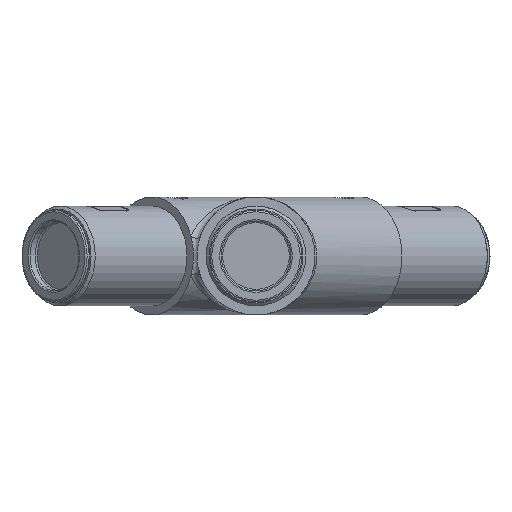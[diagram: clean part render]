
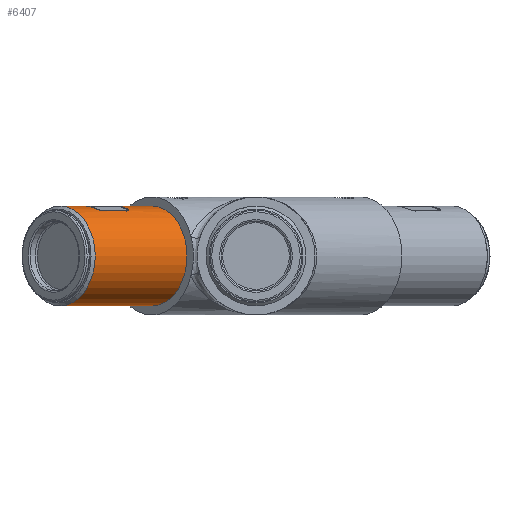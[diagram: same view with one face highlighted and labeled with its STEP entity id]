
A CAD part, left-side view. The second image highlights one B-rep face of the part: STEP entity #6407.
In plain terms, the highlighted cylindrical face has radius 16.9 mm (diameter 33.8 mm), a full revolution.
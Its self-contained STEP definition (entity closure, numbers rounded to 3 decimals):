
#392=FACE_BOUND('',#1280,.T.);
#439=ELLIPSE('',#6887,17.496,16.9);
#500=CIRCLE('',#6863,16.9);
#513=CIRCLE('',#6886,16.9);
#514=CIRCLE('',#6888,16.9);
#770=CYLINDRICAL_SURFACE('',#6885,16.9);
#866=FACE_OUTER_BOUND('',#1279,.T.);
#1279=EDGE_LOOP('',(#4592,#4593,#4594,#4595));
#1280=EDGE_LOOP('',(#4596,#4597,#4598,#4599,#4600,#4601,#4602,#4603));
#1733=LINE('',#12994,#2257);
#1734=LINE('',#13010,#2258);
#1735=LINE('',#13036,#2259);
#2257=VECTOR('',#7684,16.9);
#2258=VECTOR('',#7687,1000.);
#2259=VECTOR('',#7690,1000.);
#2792=B_SPLINE_CURVE_WITH_KNOTS('',3,(#12999,#13000,#13001,#13002,#13003,
#13004,#13005,#13006,#13007,#13008),.UNSPECIFIED.,.F.,.F.,(4,2,2,2,4),(-0.952,
-0.869,-0.787,-0.706,-0.625),
 .UNSPECIFIED.);
#2793=B_SPLINE_CURVE_WITH_KNOTS('',3,(#13012,#13013,#13014,#13015,#13016,
#13017,#13018,#13019,#13020,#13021),.UNSPECIFIED.,.F.,.F.,(4,2,2,2,4),(-1.236,
-1.16,-1.085,-1.004,-0.924),
 .UNSPECIFIED.);
#2794=B_SPLINE_CURVE_WITH_KNOTS('',3,(#13025,#13026,#13027,#13028,#13029,
#13030,#13031,#13032,#13033,#13034),.UNSPECIFIED.,.F.,.F.,(4,2,2,2,4),(-0.929,
-0.849,-0.769,-0.693,-0.618),
 .UNSPECIFIED.);
#2795=B_SPLINE_CURVE_WITH_KNOTS('',3,(#13037,#13038,#13039,#13040,#13041,
#13042,#13043,#13044,#13045,#13046),.UNSPECIFIED.,.F.,.F.,(4,2,2,2,4),(-1.258,
-1.177,-1.096,-1.014,-0.931),
 .UNSPECIFIED.);
#2899=VERTEX_POINT('',#11998);
#2926=VERTEX_POINT('',#12992);
#2927=VERTEX_POINT('',#12995);
#2928=VERTEX_POINT('',#12996);
#2929=VERTEX_POINT('',#12998);
#2930=VERTEX_POINT('',#13009);
#2931=VERTEX_POINT('',#13011);
#2932=VERTEX_POINT('',#13022);
#2933=VERTEX_POINT('',#13024);
#2934=VERTEX_POINT('',#13035);
#3541=EDGE_CURVE('',#2899,#2899,#500,.T.);
#3582=EDGE_CURVE('',#2926,#2926,#513,.T.);
#3583=EDGE_CURVE('',#2926,#2899,#1733,.T.);
#3584=EDGE_CURVE('',#2927,#2928,#439,.T.);
#3585=EDGE_CURVE('',#2927,#2929,#2792,.T.);
#3586=EDGE_CURVE('',#2930,#2929,#1734,.T.);
#3587=EDGE_CURVE('',#2930,#2931,#2793,.T.);
#3588=EDGE_CURVE('',#2932,#2931,#514,.T.);
#3589=EDGE_CURVE('',#2932,#2933,#2794,.T.);
#3590=EDGE_CURVE('',#2934,#2933,#1735,.T.);
#3591=EDGE_CURVE('',#2934,#2928,#2795,.T.);
#4592=ORIENTED_EDGE('',*,*,#3582,.T.);
#4593=ORIENTED_EDGE('',*,*,#3583,.T.);
#4594=ORIENTED_EDGE('',*,*,#3541,.T.);
#4595=ORIENTED_EDGE('',*,*,#3583,.F.);
#4596=ORIENTED_EDGE('',*,*,#3584,.F.);
#4597=ORIENTED_EDGE('',*,*,#3585,.T.);
#4598=ORIENTED_EDGE('',*,*,#3586,.F.);
#4599=ORIENTED_EDGE('',*,*,#3587,.T.);
#4600=ORIENTED_EDGE('',*,*,#3588,.F.);
#4601=ORIENTED_EDGE('',*,*,#3589,.T.);
#4602=ORIENTED_EDGE('',*,*,#3590,.F.);
#4603=ORIENTED_EDGE('',*,*,#3591,.T.);
#6407=ADVANCED_FACE('',(#866,#392),#770,.T.);
#6863=AXIS2_PLACEMENT_3D('',#11999,#7627,#7628);
#6885=AXIS2_PLACEMENT_3D('',#12991,#7680,#7681);
#6886=AXIS2_PLACEMENT_3D('',#12993,#7682,#7683);
#6887=AXIS2_PLACEMENT_3D('',#12997,#7685,#7686);
#6888=AXIS2_PLACEMENT_3D('',#13023,#7688,#7689);
#7627=DIRECTION('center_axis',(0.707,-0.707,0.));
#7628=DIRECTION('ref_axis',(-0.707,-0.707,0.));
#7680=DIRECTION('center_axis',(0.707,-0.707,0.));
#7681=DIRECTION('ref_axis',(0.707,0.707,0.));
#7682=DIRECTION('center_axis',(-0.707,0.707,0.));
#7683=DIRECTION('ref_axis',(-0.707,-0.707,0.));
#7684=DIRECTION('',(-0.707,0.707,0.));
#7685=DIRECTION('center_axis',(-0.683,0.683,0.259));
#7686=DIRECTION('ref_axis',(0.183,-0.183,0.966));
#7687=DIRECTION('',(0.707,-0.707,0.));
#7688=DIRECTION('center_axis',(0.707,-0.707,0.));
#7689=DIRECTION('ref_axis',(0.707,0.707,0.));
#7690=DIRECTION('',(-0.707,0.707,0.));
#11998=CARTESIAN_POINT('',(-138.673,61.018,27.379));
#11999=CARTESIAN_POINT('Origin',(-126.723,72.969,27.379));
#12991=CARTESIAN_POINT('Origin',(-127.43,73.676,27.379));
#12992=CARTESIAN_POINT('',(-107.561,29.906,27.379));
#12993=CARTESIAN_POINT('Origin',(-95.61,41.856,27.379));
#12994=CARTESIAN_POINT('',(-139.38,61.726,27.379));
#12995=CARTESIAN_POINT('',(-111.08,50.255,43.523));
#12996=CARTESIAN_POINT('',(-104.009,57.326,43.523));
#12997=CARTESIAN_POINT('Origin',(-110.604,56.849,27.379));
#12998=CARTESIAN_POINT('',(-114.103,50.449,42.761));
#12999=CARTESIAN_POINT('Ctrl Pts',(-111.08,50.255,43.523));
#13000=CARTESIAN_POINT('Ctrl Pts',(-111.281,50.085,43.442));
#13001=CARTESIAN_POINT('Ctrl Pts',(-111.529,49.95,43.35));
#13002=CARTESIAN_POINT('Ctrl Pts',(-112.063,49.788,43.171));
#13003=CARTESIAN_POINT('Ctrl Pts',(-112.348,49.762,43.084));
#13004=CARTESIAN_POINT('Ctrl Pts',(-112.873,49.799,42.943));
#13005=CARTESIAN_POINT('Ctrl Pts',(-113.152,49.864,42.877));
#13006=CARTESIAN_POINT('Ctrl Pts',(-113.672,50.094,42.786));
#13007=CARTESIAN_POINT('Ctrl Pts',(-113.912,50.258,42.761));
#13008=CARTESIAN_POINT('Ctrl Pts',(-114.103,50.449,42.761));
#13009=CARTESIAN_POINT('',(-122.127,58.473,42.761));
#13010=CARTESIAN_POINT('',(-132.38,68.726,42.761));
#13011=CARTESIAN_POINT('',(-122.127,61.301,43.523));
#13012=CARTESIAN_POINT('Ctrl Pts',(-122.127,58.473,42.761));
#13013=CARTESIAN_POINT('Ctrl Pts',(-122.305,58.651,42.761));
#13014=CARTESIAN_POINT('Ctrl Pts',(-122.457,58.874,42.785));
#13015=CARTESIAN_POINT('Ctrl Pts',(-122.66,59.359,42.873));
#13016=CARTESIAN_POINT('Ctrl Pts',(-122.709,59.62,42.938));
#13017=CARTESIAN_POINT('Ctrl Pts',(-122.716,60.119,43.081));
#13018=CARTESIAN_POINT('Ctrl Pts',(-122.667,60.391,43.171));
#13019=CARTESIAN_POINT('Ctrl Pts',(-122.463,60.892,43.352));
#13020=CARTESIAN_POINT('Ctrl Pts',(-122.308,61.12,43.443));
#13021=CARTESIAN_POINT('Ctrl Pts',(-122.127,61.301,43.523));
#13022=CARTESIAN_POINT('',(-115.056,68.372,43.523));
#13023=CARTESIAN_POINT('Origin',(-118.591,64.837,27.379));
#13024=CARTESIAN_POINT('',(-112.227,68.372,42.761));
#13025=CARTESIAN_POINT('Ctrl Pts',(-115.056,68.372,43.523));
#13026=CARTESIAN_POINT('Ctrl Pts',(-114.875,68.553,43.443));
#13027=CARTESIAN_POINT('Ctrl Pts',(-114.646,68.709,43.352));
#13028=CARTESIAN_POINT('Ctrl Pts',(-114.146,68.912,43.171));
#13029=CARTESIAN_POINT('Ctrl Pts',(-113.873,68.961,43.081));
#13030=CARTESIAN_POINT('Ctrl Pts',(-113.374,68.955,42.938));
#13031=CARTESIAN_POINT('Ctrl Pts',(-113.114,68.905,42.873));
#13032=CARTESIAN_POINT('Ctrl Pts',(-112.629,68.703,42.785));
#13033=CARTESIAN_POINT('Ctrl Pts',(-112.405,68.55,42.761));
#13034=CARTESIAN_POINT('Ctrl Pts',(-112.227,68.372,42.761));
#13035=CARTESIAN_POINT('',(-104.203,60.348,42.761));
#13036=CARTESIAN_POINT('',(-122.481,78.625,42.761));
#13037=CARTESIAN_POINT('Ctrl Pts',(-104.203,60.348,42.761));
#13038=CARTESIAN_POINT('Ctrl Pts',(-104.012,60.157,42.761));
#13039=CARTESIAN_POINT('Ctrl Pts',(-103.848,59.917,42.786));
#13040=CARTESIAN_POINT('Ctrl Pts',(-103.619,59.398,42.877));
#13041=CARTESIAN_POINT('Ctrl Pts',(-103.553,59.118,42.943));
#13042=CARTESIAN_POINT('Ctrl Pts',(-103.516,58.594,43.084));
#13043=CARTESIAN_POINT('Ctrl Pts',(-103.543,58.309,43.171));
#13044=CARTESIAN_POINT('Ctrl Pts',(-103.705,57.775,43.35));
#13045=CARTESIAN_POINT('Ctrl Pts',(-103.84,57.526,43.442));
#13046=CARTESIAN_POINT('Ctrl Pts',(-104.009,57.326,43.523));
